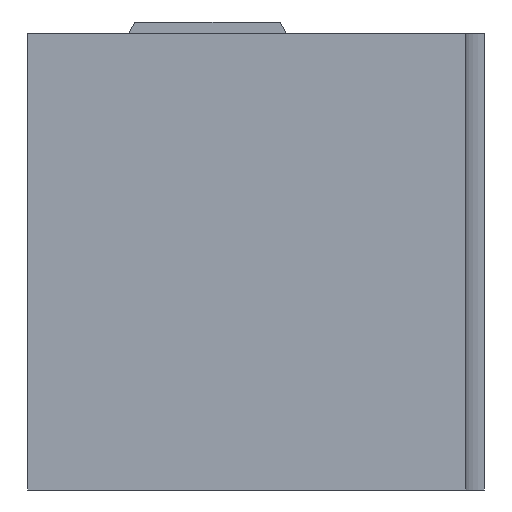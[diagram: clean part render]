
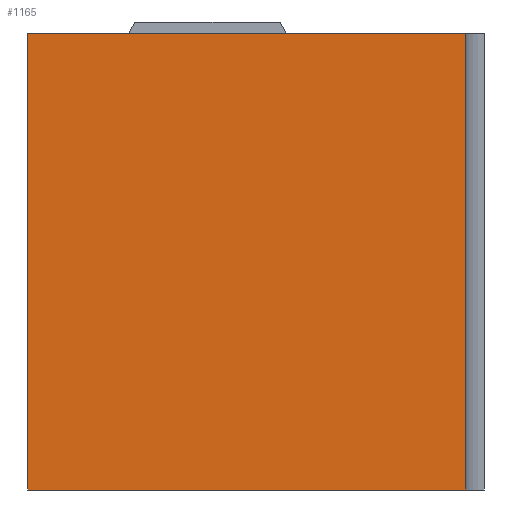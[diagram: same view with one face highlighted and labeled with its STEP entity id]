
A CAD part, left-side view. The second image highlights one B-rep face of the part: STEP entity #1165.
In plain terms, the highlighted planar face has unit normal (-1, 0, 0).
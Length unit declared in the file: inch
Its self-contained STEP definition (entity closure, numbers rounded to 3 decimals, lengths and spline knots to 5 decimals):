
#111=PLANE('',#1281);
#180=FACE_OUTER_BOUND('',#259,.T.);
#259=EDGE_LOOP('',(#1025,#1026,#1027,#1028));
#344=LINE('',#4019,#429);
#348=LINE('',#4029,#433);
#349=LINE('',#4031,#434);
#350=LINE('',#4032,#435);
#429=VECTOR('',#1548,0.3937);
#433=VECTOR('',#1556,0.3937);
#434=VECTOR('',#1557,0.3937);
#435=VECTOR('',#1558,0.3937);
#573=VERTEX_POINT('',#4016);
#574=VERTEX_POINT('',#4018);
#578=VERTEX_POINT('',#4028);
#579=VERTEX_POINT('',#4030);
#728=EDGE_CURVE('',#573,#574,#344,.T.);
#733=EDGE_CURVE('',#578,#573,#348,.T.);
#734=EDGE_CURVE('',#579,#578,#349,.T.);
#735=EDGE_CURVE('',#574,#579,#350,.T.);
#1025=ORIENTED_EDGE('',*,*,#733,.F.);
#1026=ORIENTED_EDGE('',*,*,#734,.F.);
#1027=ORIENTED_EDGE('',*,*,#735,.F.);
#1028=ORIENTED_EDGE('',*,*,#728,.F.);
#1165=ADVANCED_FACE('',(#180),#111,.T.);
#1281=AXIS2_PLACEMENT_3D('',#4027,#1554,#1555);
#1548=DIRECTION('',(0.,1.,0.));
#1554=DIRECTION('center_axis',(-1.,0.,0.));
#1555=DIRECTION('ref_axis',(0.,-1.,0.));
#1556=DIRECTION('',(0.,0.,-1.));
#1557=DIRECTION('',(0.,-1.,0.));
#1558=DIRECTION('',(0.,0.,1.));
#4016=CARTESIAN_POINT('',(-2.36,-0.46,-0.5));
#4018=CARTESIAN_POINT('',(-2.36,0.5,-0.5));
#4019=CARTESIAN_POINT('',(-2.36,-0.5,-0.5));
#4027=CARTESIAN_POINT('Origin',(-2.36,0.5,0.));
#4028=CARTESIAN_POINT('',(-2.36,-0.46,0.5));
#4029=CARTESIAN_POINT('',(-2.36,-0.46,0.));
#4030=CARTESIAN_POINT('',(-2.36,0.5,0.5));
#4031=CARTESIAN_POINT('',(-2.36,-0.5,0.5));
#4032=CARTESIAN_POINT('',(-2.36,0.5,0.));
